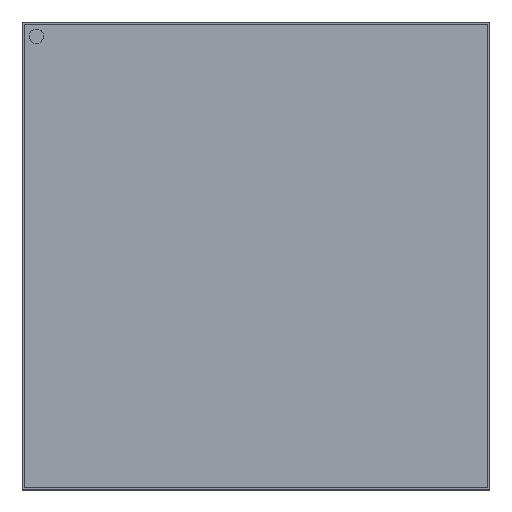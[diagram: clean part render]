
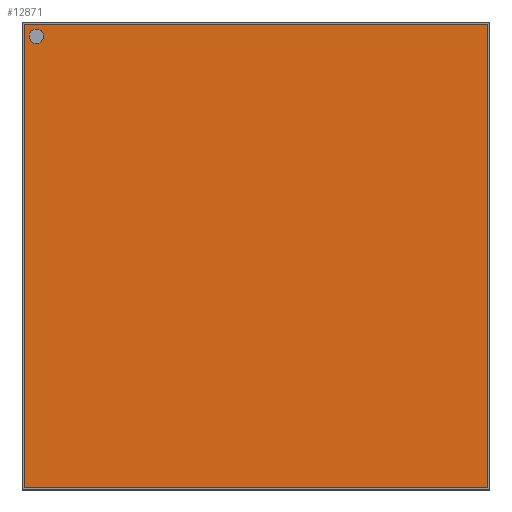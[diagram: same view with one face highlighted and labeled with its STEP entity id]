
A CAD part, top view. The second image highlights one B-rep face of the part: STEP entity #12871.
In plain terms, the highlighted planar face has unit normal (0, 0, 1).
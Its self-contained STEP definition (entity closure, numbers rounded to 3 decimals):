
#12781 = VERTEX_POINT('',#12782);
#12782 = CARTESIAN_POINT('',(-3.22,3.22,1.4));
#12788 = EDGE_CURVE('',#12789,#12781,#12791,.T.);
#12789 = VERTEX_POINT('',#12790);
#12790 = CARTESIAN_POINT('',(3.22,3.22,1.4));
#12791 = LINE('',#12792,#12793);
#12792 = CARTESIAN_POINT('',(3.22,3.22,1.4));
#12793 = VECTOR('',#12794,1.);
#12794 = DIRECTION('',(-1.,0.,0.));
#12812 = VERTEX_POINT('',#12813);
#12813 = CARTESIAN_POINT('',(-3.22,-3.22,1.4));
#12819 = EDGE_CURVE('',#12781,#12812,#12820,.T.);
#12820 = LINE('',#12821,#12822);
#12821 = CARTESIAN_POINT('',(-3.22,3.22,1.4));
#12822 = VECTOR('',#12823,1.);
#12823 = DIRECTION('',(0.,-1.,0.));
#12836 = VERTEX_POINT('',#12837);
#12837 = CARTESIAN_POINT('',(3.22,-3.22,1.4));
#12843 = EDGE_CURVE('',#12812,#12836,#12844,.T.);
#12844 = LINE('',#12845,#12846);
#12845 = CARTESIAN_POINT('',(-3.22,-3.22,1.4));
#12846 = VECTOR('',#12847,1.);
#12847 = DIRECTION('',(1.,0.,0.));
#12860 = EDGE_CURVE('',#12836,#12789,#12861,.T.);
#12861 = LINE('',#12862,#12863);
#12862 = CARTESIAN_POINT('',(3.22,-3.22,1.4));
#12863 = VECTOR('',#12864,1.);
#12864 = DIRECTION('',(0.,1.,0.));
#12871 = ADVANCED_FACE('',(#12872,#12883),#12889,.T.);
#12872 = FACE_BOUND('',#12873,.T.);
#12873 = EDGE_LOOP('',(#12874));
#12874 = ORIENTED_EDGE('',*,*,#12875,.F.);
#12875 = EDGE_CURVE('',#12876,#12876,#12878,.T.);
#12876 = VERTEX_POINT('',#12877);
#12877 = CARTESIAN_POINT('',(-2.95,3.05,1.4));
#12878 = CIRCLE('',#12879,0.1);
#12879 = AXIS2_PLACEMENT_3D('',#12880,#12881,#12882);
#12880 = CARTESIAN_POINT('',(-3.05,3.05,1.4));
#12881 = DIRECTION('',(0.,0.,1.));
#12882 = DIRECTION('',(1.,0.,0.));
#12883 = FACE_BOUND('',#12884,.T.);
#12884 = EDGE_LOOP('',(#12885,#12886,#12887,#12888));
#12885 = ORIENTED_EDGE('',*,*,#12788,.T.);
#12886 = ORIENTED_EDGE('',*,*,#12819,.T.);
#12887 = ORIENTED_EDGE('',*,*,#12843,.T.);
#12888 = ORIENTED_EDGE('',*,*,#12860,.T.);
#12889 = PLANE('',#12890);
#12890 = AXIS2_PLACEMENT_3D('',#12891,#12892,#12893);
#12891 = CARTESIAN_POINT('',(-3.22,3.22,1.4));
#12892 = DIRECTION('',(0.,0.,1.));
#12893 = DIRECTION('',(1.,0.,0.));
